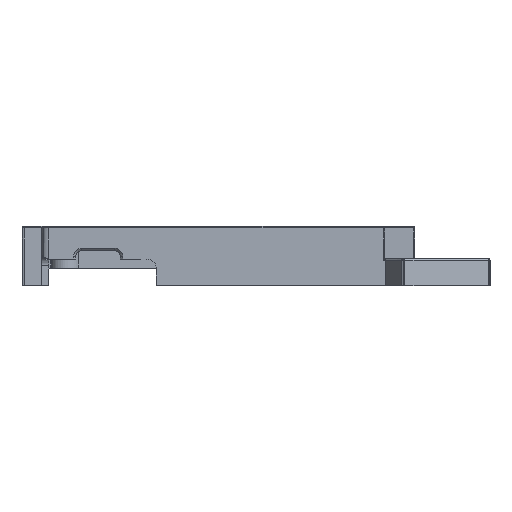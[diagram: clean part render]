
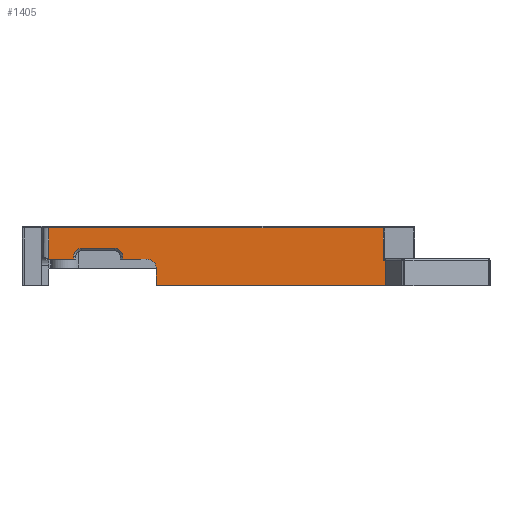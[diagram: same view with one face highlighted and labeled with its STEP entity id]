
A CAD part, left-side view. The second image highlights one B-rep face of the part: STEP entity #1405.
In plain terms, the highlighted planar face has unit normal (-1, 0, 0).
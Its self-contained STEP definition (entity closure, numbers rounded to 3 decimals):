
#157 = LINE ( 'NONE', #6920, #10549 ) ;
#257 = EDGE_CURVE ( 'NONE', #17066, #14076, #6154, .T. ) ;
#258 = CARTESIAN_POINT ( 'NONE',  ( 162.585, -47.655, 0.38 ) ) ;
#655 = EDGE_CURVE ( 'NONE', #2239, #10796, #15491, .T. ) ;
#731 = ORIENTED_EDGE ( 'NONE', *, *, #257, .T. ) ;
#735 = CARTESIAN_POINT ( 'NONE',  ( 162.585, -68.471, -1.62 ) ) ;
#854 = DIRECTION ( 'NONE',  ( 0., 0., -1. ) ) ;
#965 = VECTOR ( 'NONE', #3676, 1000. ) ;
#983 = LINE ( 'NONE', #16505, #965 ) ;
#1109 = VERTEX_POINT ( 'NONE', #17561 ) ;
#1348 = EDGE_LOOP ( 'NONE', ( #17175, #731, #6564, #7426, #8289, #12264, #17336, #13598, #7803, #11676, #3191, #7810, #14380, #9221, #16264, #11869, #17021 ) ) ;
#1388 = VECTOR ( 'NONE', #14580, 1000. ) ;
#1405 = ADVANCED_FACE ( 'NONE', ( #10357 ), #1829, .T. ) ;
#1574 = VERTEX_POINT ( 'NONE', #13302 ) ;
#1829 = PLANE ( 'NONE',  #9837 ) ;
#2053 = DIRECTION ( 'NONE',  ( 0., -1., 0. ) ) ;
#2239 = VERTEX_POINT ( 'NONE', #12600 ) ;
#2298 = LINE ( 'NONE', #735, #12994 ) ;
#2311 = LINE ( 'NONE', #5180, #17971 ) ;
#2401 = DIRECTION ( 'NONE',  ( 0., 0., -1. ) ) ;
#2485 = LINE ( 'NONE', #6733, #18283 ) ;
#2583 = VECTOR ( 'NONE', #13572, 1000. ) ;
#2601 = EDGE_CURVE ( 'NONE', #10796, #4849, #2298, .T. ) ;
#2704 = EDGE_CURVE ( 'NONE', #13146, #18064, #2485, .T. ) ;
#2791 = LINE ( 'NONE', #10011, #3708 ) ;
#2830 = CARTESIAN_POINT ( 'NONE',  ( 162.585, -72.138, 3.571 ) ) ;
#3191 = ORIENTED_EDGE ( 'NONE', *, *, #5815, .T. ) ;
#3500 = DIRECTION ( 'NONE',  ( 1., 0., 0. ) ) ;
#3676 = DIRECTION ( 'NONE',  ( 0., -1., 0. ) ) ;
#3708 = VECTOR ( 'NONE', #8434, 1000. ) ;
#3736 = CARTESIAN_POINT ( 'NONE',  ( 162.585, -56.104, 5.869 ) ) ;
#3837 = AXIS2_PLACEMENT_3D ( 'NONE', #10683, #11791, #854 ) ;
#4037 = DIRECTION ( 'NONE',  ( 1., 0., 0. ) ) ;
#4126 = CARTESIAN_POINT ( 'NONE',  ( 162.585, -49.155, 10.2 ) ) ;
#4400 = DIRECTION ( 'NONE',  ( 0., 1., 0. ) ) ;
#4528 = VERTEX_POINT ( 'NONE', #12176 ) ;
#4849 = VERTEX_POINT ( 'NONE', #17675 ) ;
#4915 = EDGE_CURVE ( 'NONE', #11718, #1574, #7972, .T. ) ;
#5178 = LINE ( 'NONE', #16448, #11870 ) ;
#5180 = CARTESIAN_POINT ( 'NONE',  ( 162.585, -47.655, 10.2 ) ) ;
#5564 = VERTEX_POINT ( 'NONE', #14425 ) ;
#5815 = EDGE_CURVE ( 'NONE', #6180, #2239, #5178, .T. ) ;
#5991 = DIRECTION ( 'NONE',  ( 0., 0., 1. ) ) ;
#6085 = CARTESIAN_POINT ( 'NONE',  ( 162.585, -56.104, 4.169 ) ) ;
#6139 = EDGE_CURVE ( 'NONE', #4528, #17066, #14864, .T. ) ;
#6154 = LINE ( 'NONE', #7828, #1388 ) ;
#6180 = VERTEX_POINT ( 'NONE', #10907 ) ;
#6564 = ORIENTED_EDGE ( 'NONE', *, *, #11795, .T. ) ;
#6709 = CARTESIAN_POINT ( 'NONE',  ( 162.585, -64.804, 3.571 ) ) ;
#6733 = CARTESIAN_POINT ( 'NONE',  ( 162.585, -49.155, 0.38 ) ) ;
#6841 = CIRCLE ( 'NONE', #14228, 1.7 ) ;
#6919 = VECTOR ( 'NONE', #7364, 1000. ) ;
#6920 = CARTESIAN_POINT ( 'NONE',  ( 162.585, -54.404, 4.169 ) ) ;
#6946 = EDGE_CURVE ( 'NONE', #15401, #18064, #2311, .T. ) ;
#6973 = CARTESIAN_POINT ( 'NONE',  ( 162.585, -71.905, 1.57 ) ) ;
#6994 = VECTOR ( 'NONE', #4400, 1000. ) ;
#7364 = DIRECTION ( 'NONE',  ( 0., 0., 1. ) ) ;
#7426 = ORIENTED_EDGE ( 'NONE', *, *, #6946, .T. ) ;
#7724 = AXIS2_PLACEMENT_3D ( 'NONE', #15216, #4037, #9781 ) ;
#7803 = ORIENTED_EDGE ( 'NONE', *, *, #16061, .T. ) ;
#7810 = ORIENTED_EDGE ( 'NONE', *, *, #655, .T. ) ;
#7828 = CARTESIAN_POINT ( 'NONE',  ( 162.585, -47.655, 3.35 ) ) ;
#7947 = DIRECTION ( 'NONE',  ( 0., 1., 0. ) ) ;
#7972 = CIRCLE ( 'NONE', #3837, 2. ) ;
#8228 = CARTESIAN_POINT ( 'NONE',  ( 162.585, -49.155, 3.572 ) ) ;
#8289 = ORIENTED_EDGE ( 'NONE', *, *, #2704, .F. ) ;
#8434 = DIRECTION ( 'NONE',  ( 0., -1., 0. ) ) ;
#8461 = VECTOR ( 'NONE', #2053, 1000. ) ;
#8533 = EDGE_CURVE ( 'NONE', #4528, #1109, #18084, .T. ) ;
#8623 = EDGE_CURVE ( 'NONE', #12046, #9380, #157, .T. ) ;
#8671 = CARTESIAN_POINT ( 'NONE',  ( 162.585, -47.655, -2. ) ) ;
#9002 = CARTESIAN_POINT ( 'NONE',  ( 162.585, -120.425, 3.35 ) ) ;
#9221 = ORIENTED_EDGE ( 'NONE', *, *, #14934, .F. ) ;
#9339 = DIRECTION ( 'NONE',  ( 0., 0., -1. ) ) ;
#9380 = VERTEX_POINT ( 'NONE', #17926 ) ;
#9781 = DIRECTION ( 'NONE',  ( 0., 0., 1. ) ) ;
#9837 = AXIS2_PLACEMENT_3D ( 'NONE', #258, #13034, #5991 ) ;
#10011 = CARTESIAN_POINT ( 'NONE',  ( 162.585, -54.904, 3.571 ) ) ;
#10070 = CARTESIAN_POINT ( 'NONE',  ( 162.585, -71.904, -0.003 ) ) ;
#10357 = FACE_OUTER_BOUND ( 'NONE', #1348, .T. ) ;
#10549 = VECTOR ( 'NONE', #17068, 1000. ) ;
#10683 = CARTESIAN_POINT ( 'NONE',  ( 162.585, -69.905, 1.57 ) ) ;
#10796 = VERTEX_POINT ( 'NONE', #11605 ) ;
#10907 = CARTESIAN_POINT ( 'NONE',  ( 162.585, -64.804, 4.169 ) ) ;
#10995 = EDGE_CURVE ( 'NONE', #1109, #11718, #14902, .T. ) ;
#11004 = VECTOR ( 'NONE', #12457, 1000. ) ;
#11605 = CARTESIAN_POINT ( 'NONE',  ( 162.585, -68.471, 3.571 ) ) ;
#11676 = ORIENTED_EDGE ( 'NONE', *, *, #16201, .T. ) ;
#11718 = VERTEX_POINT ( 'NONE', #6973 ) ;
#11791 = DIRECTION ( 'NONE',  ( -1., 0., 0. ) ) ;
#11795 = EDGE_CURVE ( 'NONE', #14076, #15401, #15743, .T. ) ;
#11869 = ORIENTED_EDGE ( 'NONE', *, *, #10995, .F. ) ;
#11870 = VECTOR ( 'NONE', #2401, 1000. ) ;
#12046 = VERTEX_POINT ( 'NONE', #14905 ) ;
#12176 = CARTESIAN_POINT ( 'NONE',  ( 162.585, -120.425, -2. ) ) ;
#12183 = EDGE_CURVE ( 'NONE', #13146, #12046, #2791, .T. ) ;
#12264 = ORIENTED_EDGE ( 'NONE', *, *, #12183, .T. ) ;
#12457 = DIRECTION ( 'NONE',  ( 0., 1., 0. ) ) ;
#12600 = CARTESIAN_POINT ( 'NONE',  ( 162.585, -64.804, 3.571 ) ) ;
#12806 = DIRECTION ( 'NONE',  ( 0., 0., 1. ) ) ;
#12994 = VECTOR ( 'NONE', #9339, 1000. ) ;
#13034 = DIRECTION ( 'NONE',  ( -1., 0., 0. ) ) ;
#13146 = VERTEX_POINT ( 'NONE', #8228 ) ;
#13302 = CARTESIAN_POINT ( 'NONE',  ( 162.585, -69.931, 3.57 ) ) ;
#13493 = DIRECTION ( 'NONE',  ( 0., 0., 1. ) ) ;
#13572 = DIRECTION ( 'NONE',  ( 0., 0., 1. ) ) ;
#13598 = ORIENTED_EDGE ( 'NONE', *, *, #14386, .T. ) ;
#14019 = LINE ( 'NONE', #6709, #11004 ) ;
#14076 = VERTEX_POINT ( 'NONE', #16644 ) ;
#14228 = AXIS2_PLACEMENT_3D ( 'NONE', #6085, #3500, #13493 ) ;
#14380 = ORIENTED_EDGE ( 'NONE', *, *, #2601, .T. ) ;
#14386 = EDGE_CURVE ( 'NONE', #9380, #15260, #6841, .T. ) ;
#14425 = CARTESIAN_POINT ( 'NONE',  ( 162.585, -63.104, 5.869 ) ) ;
#14580 = DIRECTION ( 'NONE',  ( 0., 1., 0. ) ) ;
#14767 = CARTESIAN_POINT ( 'NONE',  ( 162.585, -120.425, 0. ) ) ;
#14864 = LINE ( 'NONE', #14767, #2583 ) ;
#14902 = LINE ( 'NONE', #10070, #6919 ) ;
#14905 = CARTESIAN_POINT ( 'NONE',  ( 162.585, -54.404, 3.571 ) ) ;
#14934 = EDGE_CURVE ( 'NONE', #1574, #4849, #14019, .T. ) ;
#15216 = CARTESIAN_POINT ( 'NONE',  ( 162.585, -63.104, 4.169 ) ) ;
#15260 = VERTEX_POINT ( 'NONE', #3736 ) ;
#15401 = VERTEX_POINT ( 'NONE', #16755 ) ;
#15491 = LINE ( 'NONE', #2830, #8461 ) ;
#15512 = DIRECTION ( 'NONE',  ( 0., 0., 1. ) ) ;
#15688 = CIRCLE ( 'NONE', #7724, 1.7 ) ;
#15743 = LINE ( 'NONE', #18227, #17509 ) ;
#16061 = EDGE_CURVE ( 'NONE', #15260, #5564, #983, .T. ) ;
#16201 = EDGE_CURVE ( 'NONE', #5564, #6180, #15688, .T. ) ;
#16264 = ORIENTED_EDGE ( 'NONE', *, *, #4915, .F. ) ;
#16448 = CARTESIAN_POINT ( 'NONE',  ( 162.585, -64.804, 3.571 ) ) ;
#16505 = CARTESIAN_POINT ( 'NONE',  ( 162.585, -63.104, 5.869 ) ) ;
#16644 = CARTESIAN_POINT ( 'NONE',  ( 162.585, -119.906, 3.35 ) ) ;
#16755 = CARTESIAN_POINT ( 'NONE',  ( 162.585, -119.906, 10.2 ) ) ;
#17021 = ORIENTED_EDGE ( 'NONE', *, *, #8533, .F. ) ;
#17066 = VERTEX_POINT ( 'NONE', #9002 ) ;
#17068 = DIRECTION ( 'NONE',  ( 0., 0., 1. ) ) ;
#17175 = ORIENTED_EDGE ( 'NONE', *, *, #6139, .T. ) ;
#17336 = ORIENTED_EDGE ( 'NONE', *, *, #8623, .T. ) ;
#17509 = VECTOR ( 'NONE', #12806, 1000. ) ;
#17561 = CARTESIAN_POINT ( 'NONE',  ( 162.585, -71.904, -2. ) ) ;
#17675 = CARTESIAN_POINT ( 'NONE',  ( 162.585, -68.471, 3.57 ) ) ;
#17926 = CARTESIAN_POINT ( 'NONE',  ( 162.585, -54.404, 4.169 ) ) ;
#17971 = VECTOR ( 'NONE', #7947, 1000. ) ;
#18064 = VERTEX_POINT ( 'NONE', #4126 ) ;
#18084 = LINE ( 'NONE', #8671, #6994 ) ;
#18227 = CARTESIAN_POINT ( 'NONE',  ( 162.585, -119.906, 10.2 ) ) ;
#18283 = VECTOR ( 'NONE', #15512, 1000. ) ;
